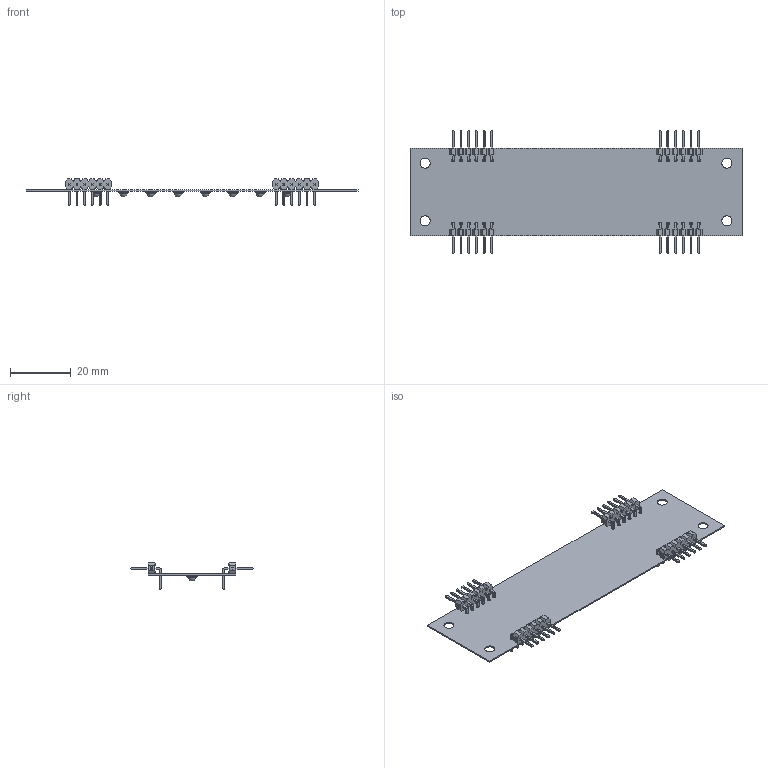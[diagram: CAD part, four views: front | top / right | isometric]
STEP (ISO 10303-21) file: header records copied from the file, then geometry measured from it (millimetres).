
FILE_DESCRIPTION (( 'STEP AP203' ), '1' );
FILE_NAME ('LED_Board_Capstone_T14.STEP', '2024-03-07T02:35:48', ( '' ), ( '' ), 'SwSTEP 2.0', 'SolidWorks 2022', '' );
FILE_SCHEMA (( 'CONFIG_CONTROL_DESIGN' ));
Length unit declared in the file: millimetre
Products named in the file (4): LED_Board_Capstone_T14; FP-PEC06SBBN-MFG_CMP-25680-000045-1; LED_Board_Capstone_T14_BOARD; LED_SST-10-SB-B130-M470_SST-10-SB-B130-M470-1
Assembly tree (13 placements, depth 2):
  LED_Board_Capstone_T14
    LED_Board_Capstone_T14_BOARD
    FP-PEC06SBBN-MFG_CMP-25680-000045-1  x4
    LED_SST-10-SB-B130-M470_SST-10-SB-B130-M470-1  x8
Bounding box: 109.48 x 40.68 x 8.77 mm (x, y, z)
Volume: 1965.5 mm3; surface area: 9069.5 mm2
Topology: 237 solids, 237 shells, 7826 faces, 18936 edges, 11392 vertices
Faces by surface type: cylinder 3436, plane 2846, sphere 1000, torus 448, cone 96
Entity records: 47688 total; most frequent: CARTESIAN_POINT 9170, DIRECTION 8326, ORIENTED_EDGE 7682, EDGE_CURVE 3841, AXIS2_PLACEMENT_3D 3210, VERTEX_POINT 2302, VECTOR 1906, LINE 1906
